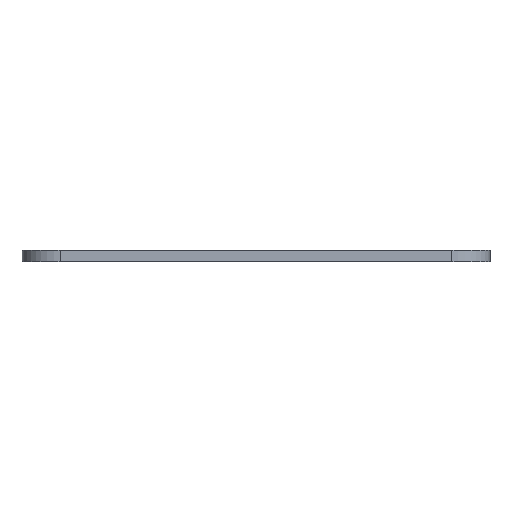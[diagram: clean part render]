
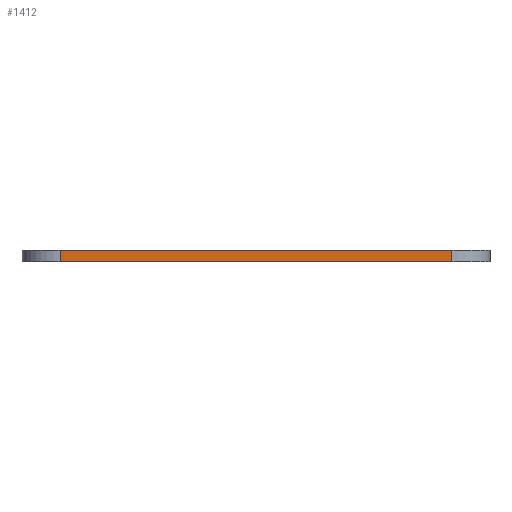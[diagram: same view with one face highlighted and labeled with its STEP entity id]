
A CAD part, front view. The second image highlights one B-rep face of the part: STEP entity #1412.
In plain terms, the highlighted planar face has unit normal (0, -1, 0).
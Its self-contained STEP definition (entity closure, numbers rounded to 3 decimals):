
#45=PLANE('',#1525);
#94=FACE_OUTER_BOUND('',#179,.T.);
#179=EDGE_LOOP('',(#1053,#1054,#1055,#1056));
#263=LINE('',#2034,#420);
#309=LINE('',#2173,#466);
#310=LINE('',#2176,#467);
#311=LINE('',#2177,#468);
#420=VECTOR('',#1631,10.);
#466=VECTOR('',#1731,10.);
#467=VECTOR('',#1734,10.);
#468=VECTOR('',#1735,10.);
#630=VERTEX_POINT('',#2031);
#631=VERTEX_POINT('',#2033);
#696=VERTEX_POINT('',#2169);
#698=VERTEX_POINT('',#2175);
#769=EDGE_CURVE('',#630,#631,#263,.T.);
#839=EDGE_CURVE('',#631,#696,#309,.T.);
#840=EDGE_CURVE('',#698,#630,#310,.T.);
#841=EDGE_CURVE('',#696,#698,#311,.T.);
#1053=ORIENTED_EDGE('',*,*,#839,.F.);
#1054=ORIENTED_EDGE('',*,*,#769,.F.);
#1055=ORIENTED_EDGE('',*,*,#840,.F.);
#1056=ORIENTED_EDGE('',*,*,#841,.F.);
#1412=ADVANCED_FACE('',(#94),#45,.T.);
#1525=AXIS2_PLACEMENT_3D('',#2174,#1732,#1733);
#1631=DIRECTION('',(-1.,0.,0.));
#1731=DIRECTION('',(0.,0.,1.));
#1732=DIRECTION('center_axis',(0.,-1.,0.));
#1733=DIRECTION('ref_axis',(1.,0.,0.));
#1734=DIRECTION('',(0.,0.,-1.));
#1735=DIRECTION('',(1.,0.,0.));
#2031=CARTESIAN_POINT('',(52.327,-47.251,0.));
#2033=CARTESIAN_POINT('',(0.941,-47.251,0.));
#2034=CARTESIAN_POINT('',(57.327,-47.251,0.));
#2169=CARTESIAN_POINT('',(0.941,-47.251,1.5));
#2173=CARTESIAN_POINT('',(0.941,-47.251,0.));
#2174=CARTESIAN_POINT('Origin',(-4.059,-47.251,0.));
#2175=CARTESIAN_POINT('',(52.327,-47.251,1.5));
#2176=CARTESIAN_POINT('',(52.327,-47.251,0.));
#2177=CARTESIAN_POINT('',(57.327,-47.251,1.5));
